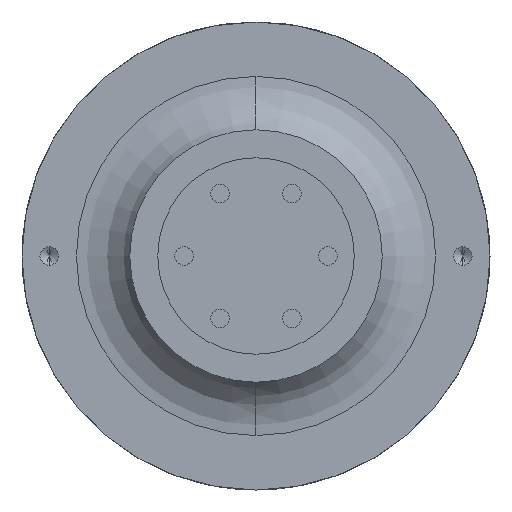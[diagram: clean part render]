
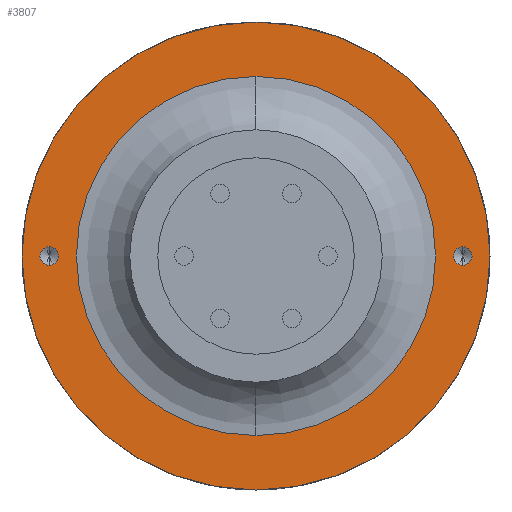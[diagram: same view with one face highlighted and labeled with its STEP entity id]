
A CAD part, left-side view. The second image highlights one B-rep face of the part: STEP entity #3807.
In plain terms, the highlighted planar face has unit normal (-1, 0, 0).
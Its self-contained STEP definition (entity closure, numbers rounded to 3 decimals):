
#1 = ORIENTED_EDGE ( 'NONE', *, *, #2255, .T. ) ;
#39 = DIRECTION ( 'NONE',  ( -1., 0., 0. ) ) ;
#76 = EDGE_CURVE ( 'NONE', #1183, #2553, #4388, .T. ) ;
#103 = CARTESIAN_POINT ( 'NONE',  ( -54.5, 33.58, 0. ) ) ;
#178 = DIRECTION ( 'NONE',  ( 0., 0., 1. ) ) ;
#263 = AXIS2_PLACEMENT_3D ( 'NONE', #103, #3387, #1127 ) ;
#361 = ORIENTED_EDGE ( 'NONE', *, *, #2652, .F. ) ;
#472 = FACE_OUTER_BOUND ( 'NONE', #1108, .T. ) ;
#500 = CIRCLE ( 'NONE', #263, 1.5 ) ;
#570 = VERTEX_POINT ( 'NONE', #4231 ) ;
#696 = AXIS2_PLACEMENT_3D ( 'NONE', #4805, #3266, #2168 ) ;
#761 = CARTESIAN_POINT ( 'NONE',  ( -54.5, 0., 0. ) ) ;
#826 = CIRCLE ( 'NONE', #3558, 29.16 ) ;
#834 = CARTESIAN_POINT ( 'NONE',  ( -54.5, -33.58, 0. ) ) ;
#844 = PLANE ( 'NONE',  #2720 ) ;
#889 = AXIS2_PLACEMENT_3D ( 'NONE', #4707, #4023, #2472 ) ;
#957 = DIRECTION ( 'NONE',  ( -1., 0., 0. ) ) ;
#1046 = CIRCLE ( 'NONE', #889, 29.16 ) ;
#1067 = CARTESIAN_POINT ( 'NONE',  ( -54.5, 33.58, 1.5 ) ) ;
#1108 = EDGE_LOOP ( 'NONE', ( #3656, #1 ) ) ;
#1127 = DIRECTION ( 'NONE',  ( 0., 0., 1. ) ) ;
#1135 = EDGE_LOOP ( 'NONE', ( #1493, #4513 ) ) ;
#1183 = VERTEX_POINT ( 'NONE', #4511 ) ;
#1493 = ORIENTED_EDGE ( 'NONE', *, *, #2365, .F. ) ;
#1578 = EDGE_CURVE ( 'NONE', #4492, #3370, #2615, .T. ) ;
#1625 = FACE_BOUND ( 'NONE', #2424, .T. ) ;
#1649 = CARTESIAN_POINT ( 'NONE',  ( -54.5, 0., -29.16 ) ) ;
#1879 = CARTESIAN_POINT ( 'NONE',  ( -54.5, -33.58, 1.5 ) ) ;
#1924 = FACE_BOUND ( 'NONE', #4664, .T. ) ;
#1966 = VERTEX_POINT ( 'NONE', #1067 ) ;
#2104 = AXIS2_PLACEMENT_3D ( 'NONE', #2847, #2507, #3245 ) ;
#2168 = DIRECTION ( 'NONE',  ( 0., 0., 1. ) ) ;
#2255 = EDGE_CURVE ( 'NONE', #2553, #1183, #3891, .T. ) ;
#2340 = CIRCLE ( 'NONE', #2104, 1.5 ) ;
#2365 = EDGE_CURVE ( 'NONE', #1966, #570, #500, .T. ) ;
#2424 = EDGE_LOOP ( 'NONE', ( #3816, #4567 ) ) ;
#2472 = DIRECTION ( 'NONE',  ( 0., 0., 1. ) ) ;
#2507 = DIRECTION ( 'NONE',  ( -1., 0., 0. ) ) ;
#2553 = VERTEX_POINT ( 'NONE', #3829 ) ;
#2615 = CIRCLE ( 'NONE', #4116, 1.5 ) ;
#2617 = CARTESIAN_POINT ( 'NONE',  ( -54.5, -33.58, 0. ) ) ;
#2621 = DIRECTION ( 'NONE',  ( 0., 0., 1. ) ) ;
#2652 = EDGE_CURVE ( 'NONE', #3833, #3129, #1046, .T. ) ;
#2668 = DIRECTION ( 'NONE',  ( -1., 0., 0. ) ) ;
#2720 = AXIS2_PLACEMENT_3D ( 'NONE', #3123, #3424, #4615 ) ;
#2847 = CARTESIAN_POINT ( 'NONE',  ( -54.5, 33.58, 0. ) ) ;
#2941 = ORIENTED_EDGE ( 'NONE', *, *, #3620, .F. ) ;
#3039 = AXIS2_PLACEMENT_3D ( 'NONE', #834, #2668, #2621 ) ;
#3123 = CARTESIAN_POINT ( 'NONE',  ( -54.5, 0., 0. ) ) ;
#3129 = VERTEX_POINT ( 'NONE', #4395 ) ;
#3245 = DIRECTION ( 'NONE',  ( 0., 0., 1. ) ) ;
#3266 = DIRECTION ( 'NONE',  ( -1., 0., 0. ) ) ;
#3273 = CIRCLE ( 'NONE', #3039, 1.5 ) ;
#3355 = DIRECTION ( 'NONE',  ( 0., 0., 1. ) ) ;
#3370 = VERTEX_POINT ( 'NONE', #3449 ) ;
#3387 = DIRECTION ( 'NONE',  ( -1., 0., 0. ) ) ;
#3424 = DIRECTION ( 'NONE',  ( -1., 0., 0. ) ) ;
#3449 = CARTESIAN_POINT ( 'NONE',  ( -54.5, -33.58, -1.5 ) ) ;
#3531 = AXIS2_PLACEMENT_3D ( 'NONE', #4690, #957, #178 ) ;
#3558 = AXIS2_PLACEMENT_3D ( 'NONE', #761, #39, #4524 ) ;
#3620 = EDGE_CURVE ( 'NONE', #3129, #3833, #826, .T. ) ;
#3656 = ORIENTED_EDGE ( 'NONE', *, *, #76, .T. ) ;
#3807 = ADVANCED_FACE ( 'NONE', ( #1625, #4246, #1924, #472 ), #844, .T. ) ;
#3816 = ORIENTED_EDGE ( 'NONE', *, *, #1578, .F. ) ;
#3829 = CARTESIAN_POINT ( 'NONE',  ( -54.5, 0., 38. ) ) ;
#3833 = VERTEX_POINT ( 'NONE', #1649 ) ;
#3891 = CIRCLE ( 'NONE', #696, 38. ) ;
#4023 = DIRECTION ( 'NONE',  ( -1., 0., 0. ) ) ;
#4049 = EDGE_CURVE ( 'NONE', #3370, #4492, #3273, .T. ) ;
#4116 = AXIS2_PLACEMENT_3D ( 'NONE', #2617, #4533, #3355 ) ;
#4231 = CARTESIAN_POINT ( 'NONE',  ( -54.5, 33.58, -1.5 ) ) ;
#4246 = FACE_BOUND ( 'NONE', #1135, .T. ) ;
#4388 = CIRCLE ( 'NONE', #3531, 38. ) ;
#4395 = CARTESIAN_POINT ( 'NONE',  ( -54.5, 0., 29.16 ) ) ;
#4492 = VERTEX_POINT ( 'NONE', #1879 ) ;
#4511 = CARTESIAN_POINT ( 'NONE',  ( -54.5, 0., -38. ) ) ;
#4513 = ORIENTED_EDGE ( 'NONE', *, *, #4624, .F. ) ;
#4524 = DIRECTION ( 'NONE',  ( 0., 0., 1. ) ) ;
#4533 = DIRECTION ( 'NONE',  ( -1., 0., 0. ) ) ;
#4567 = ORIENTED_EDGE ( 'NONE', *, *, #4049, .F. ) ;
#4615 = DIRECTION ( 'NONE',  ( 0., 0., 1. ) ) ;
#4624 = EDGE_CURVE ( 'NONE', #570, #1966, #2340, .T. ) ;
#4664 = EDGE_LOOP ( 'NONE', ( #2941, #361 ) ) ;
#4690 = CARTESIAN_POINT ( 'NONE',  ( -54.5, 0., 0. ) ) ;
#4707 = CARTESIAN_POINT ( 'NONE',  ( -54.5, 0., 0. ) ) ;
#4805 = CARTESIAN_POINT ( 'NONE',  ( -54.5, 0., 0. ) ) ;
